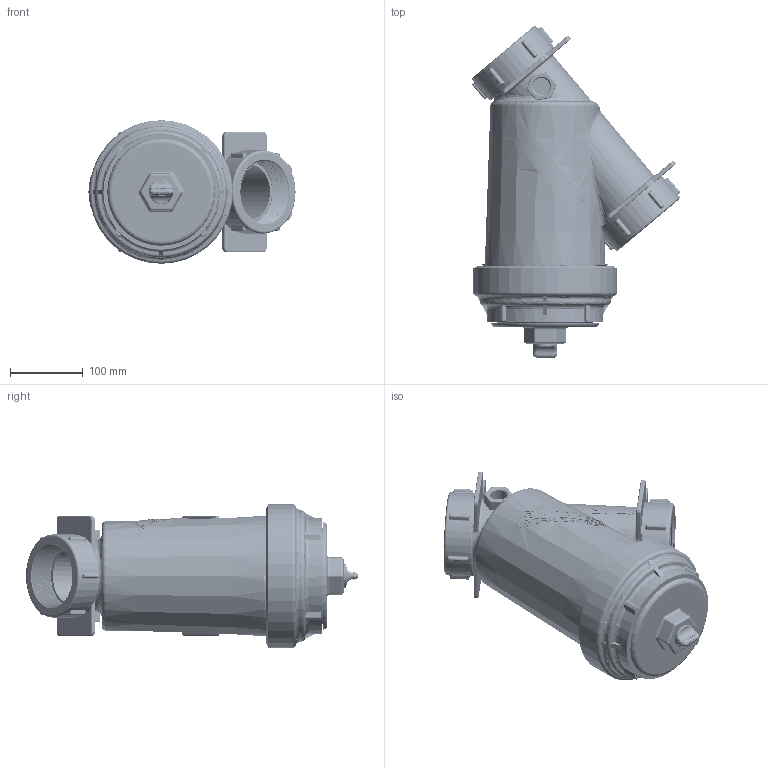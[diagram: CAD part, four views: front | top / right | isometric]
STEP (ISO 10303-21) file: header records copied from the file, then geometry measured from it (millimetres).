
FILE_DESCRIPTION(/* description */ ('3" MLS THREADED STRAINER 12 MESH'),/* implementation_level */ '2;1');
FILE_NAME(/* name */ 'LSM300-12.stp',/* time_stamp */ '2023-08-14T15:16:43-04:00',/* author */ ('MEG'),/* organization */ (''),/* preprocessor_version */ 'ST-DEVELOPER v18.1',/* originating_system */ 'Autodesk Inventor 2022',/* authorisation */ '');
FILE_SCHEMA (('AUTOMOTIVE_DESIGN { 1 0 10303 214 3 1 1 }'));
Products named in the file (11): LSM300-12; MLS300B1; 13777; 13778; LS300EC; LS300ECX; LS312; MLS300CAP; MLS300CAPX; MLS300ECG; MLS300G
Assembly tree (10 placements, depth 3):
  LSM300-12
    MLS300B1
    13777
    13778
    LS300EC
      LS300ECX
    LS312
    MLS300CAP
      MLS300CAPX
    MLS300ECG
    MLS300G
Bounding box: 284.43 x 455.05 x 196.85 mm (x, y, z)
Volume: 3218205.9 mm3; surface area: 987505.2 mm2
Topology: 11 solids, 11 shells, 2230 faces, 7334 edges, 5119 vertices
Faces by surface type: cylinder 1072, plane 594, bspline 322, torus 128, cone 80, sphere 34
Full cylindrical faces by diameter (mm): 6.35 x648, 17.78 x1, 23.114 x2, 33.274 x1, 76.2 x2, 83.82 x18, 101.6 x1, 103.188 x2, 103.632 x1, 104.902 x1, 104.953 x1, 106.985 x1, 107.493 x2, 109.525 x2, 109.652 x1, 109.728 x1, 114.3 x2, 118.872 x1, 119.438 x4, 120.127 x4, 125.73 x1, 125.865 x3, 127 x1, 137.516 x1, 146.05 x1, 154.94 x1, 157.988 x1, 158.242 x1, 165.1 x3, 166.624 x1
Entity records: 147954 total; most frequent: CARTESIAN_POINT 86989, ORIENTED_EDGE 14600, DIRECTION 9042, EDGE_CURVE 7300, VERTEX_POINT 5119, B_SPLINE_CURVE_WITH_KNOTS 3587, EDGE_LOOP 3579, AXIS2_PLACEMENT_3D 3401
